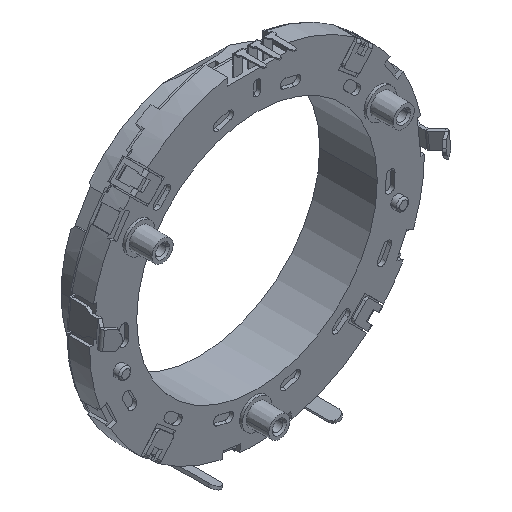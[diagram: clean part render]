
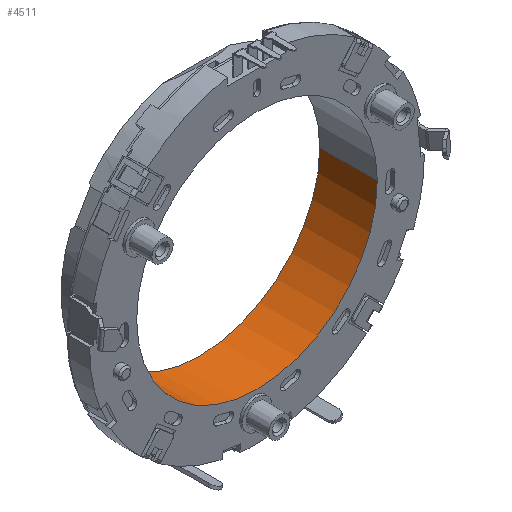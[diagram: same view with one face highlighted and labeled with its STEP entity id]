
A CAD part, isometric view. The second image highlights one B-rep face of the part: STEP entity #4511.
In plain terms, the highlighted cylindrical face has radius 20.3 mm (diameter 40.6 mm), a partial arc.
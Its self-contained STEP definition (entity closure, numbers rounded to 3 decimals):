
#7=CARTESIAN_POINT('',(0.,0.,0.));
#8=DIRECTION('',(0.,-1.,0.));
#9=DIRECTION('',(-1.,0.,0.));
#10=AXIS2_PLACEMENT_3D('',#7,#8,#9);
#460=DIRECTION('',(0.,1.,0.));
#461=VECTOR('',#460,9.7);
#462=CARTESIAN_POINT('',(20.3,0.,0.));
#463=LINE('',#462,#461);
#464=DIRECTION('',(0.,-1.,0.));
#465=VECTOR('',#464,9.7);
#466=CARTESIAN_POINT('',(-20.3,9.7,0.));
#467=LINE('',#466,#465);
#468=CARTESIAN_POINT('',(0.,9.7,0.));
#469=DIRECTION('',(0.,1.,0.));
#470=DIRECTION('',(1.,0.,0.));
#471=AXIS2_PLACEMENT_3D('',#468,#469,#470);
#3218=CARTESIAN_POINT('',(20.3,0.,0.));
#3219=CARTESIAN_POINT('',(-20.3,0.,0.));
#3220=VERTEX_POINT('',#3218);
#3221=VERTEX_POINT('',#3219);
#3238=CARTESIAN_POINT('',(20.3,9.7,0.));
#3239=CARTESIAN_POINT('',(-20.3,9.7,0.));
#3240=VERTEX_POINT('',#3238);
#3241=VERTEX_POINT('',#3239);
#4499=CARTESIAN_POINT('',(0.,0.,0.));
#4500=DIRECTION('',(0.,1.,0.));
#4501=DIRECTION('',(1.,0.,0.));
#4502=AXIS2_PLACEMENT_3D('',#4499,#4500,#4501);
#4503=CYLINDRICAL_SURFACE('',#4502,20.3);
#4504=ORIENTED_EDGE('',*,*,#4493,.F.);
#4506=ORIENTED_EDGE('',*,*,#4505,.F.);
#4507=ORIENTED_EDGE('',*,*,#4489,.F.);
#4508=ORIENTED_EDGE('',*,*,#4315,.F.);
#4509=EDGE_LOOP('',(#4504,#4506,#4507,#4508));
#4510=FACE_OUTER_BOUND('',#4509,.F.);
#11=CIRCLE('',#10,20.3);
#472=CIRCLE('',#471,20.3);
#4315=EDGE_CURVE('',#3221,#3220,#11,.T.);
#4489=EDGE_CURVE('',#3220,#3240,#463,.T.);
#4493=EDGE_CURVE('',#3241,#3221,#467,.T.);
#4505=EDGE_CURVE('',#3240,#3241,#472,.T.);
#4511=ADVANCED_FACE('',(#4510),#4503,.F.);
